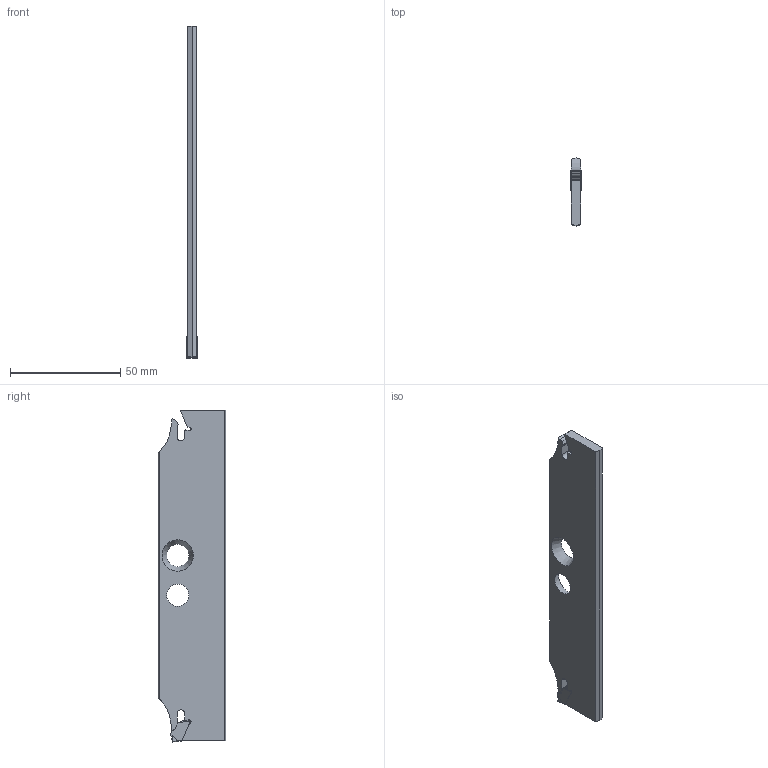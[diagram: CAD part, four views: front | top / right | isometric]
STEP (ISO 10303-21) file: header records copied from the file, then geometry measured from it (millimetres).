
FILE_DESCRIPTION(/* description */ (''),/* implementation_level */ '2;1');
FILE_NAME(/* name */ '150.10A-25-5RJET.stp',/* time_stamp */ '2014-01-24T10:29:48+06:00',/* author */ (''),/* organization */ (''),/* preprocessor_version */ 'ST-DEVELOPER v11',/* originating_system */ 'SIEMENS PLM Software NX 7.5',/* authorisation */ '');
FILE_SCHEMA (('AUTOMOTIVE_DESIGN { 1 0 10303 214 1 1 1 1 }'));
Length unit declared in the file: millimetre
Products named in the file (1): inpu80EFw0ef
Bounding box: 5.11 x 30.72 x 150.6 mm (x, y, z)
Volume: 17777.9 mm3; surface area: 10224 mm2
Topology: 2 solids, 2 shells, 85 faces, 237 edges, 156 vertices
Faces by surface type: plane 55, cylinder 24, cone 4, extrusion 2
Entity records: 2762 total; most frequent: CARTESIAN_POINT 491, DIRECTION 473, ORIENTED_EDGE 466, EDGE_CURVE 233, VECTOR 165, LINE 163, VERTEX_POINT 154, AXIS2_PLACEMENT_3D 154
